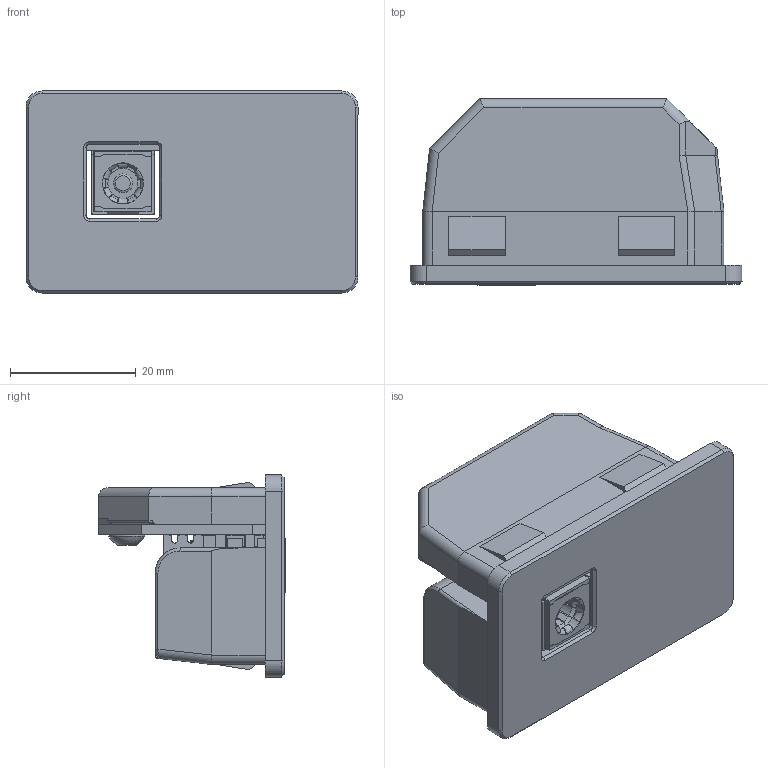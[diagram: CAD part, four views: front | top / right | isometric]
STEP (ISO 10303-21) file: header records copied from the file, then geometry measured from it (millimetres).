
FILE_DESCRIPTION(/* description */ (''),/* implementation_level */ '2;1');
FILE_NAME(/* name */ 'pre_cursed_dc_inlet.step',/* time_stamp */ '2024-07-10T16:49:34-07:00',/* author */ (''),/* organization */ (''),/* preprocessor_version */ 'ST-DEVELOPER v20',/* originating_system */ 'Autodesk Translation Framework v13.14.0.145',/* authorisation */ '');
FILE_SCHEMA (('AUTOMOTIVE_DESIGN { 1 0 10303 214 3 1 1 }'));
Length unit declared in the file: millimetre
Products named in the file (12): DC_inlet_PCB v3; InletPCB; _autosave-MallCopInlet PCB; PJ-082BH; COMPOUND (1); c-5055558-4-c-3d; c-5055558-4-c-3d_1; COMPOUND; Hardware; M3x6 BHCS; Heatset; Printed
Assembly tree (14 placements, depth 4):
  DC_inlet_PCB v3
    InletPCB
      _autosave-MallCopInlet PCB
      PJ-082BH
        COMPOUND (1)
      c-5055558-4-c-3d
        COMPOUND
      c-5055558-4-c-3d_1
        COMPOUND
    Hardware
      M3x6 BHCS  x2
      Heatset  x2
    Printed
Bounding box: 52.8 x 29.71 x 32.16 mm (x, y, z)
Volume: 19354.1 mm3; surface area: 15754.7 mm2
Topology: 24 solids, 24 shells, 1062 faces, 2857 edges, 1869 vertices
Faces by surface type: plane 558, cylinder 237, bspline 166, cone 71, torus 25, sphere 5
Full cylindrical faces by diameter (mm): 1 x20, 1.2 x2, 1.35 x1, 1.6 x1, 1.7 x1, 2.193 x1, 2.24 x4, 2.54 x2, 2.9 x2, 3 x4, 3.023 x2, 3.2 x2, 3.556 x2, 4.1 x2, 4.25 x4, 4.7 x2, 4.796 x1, 5.7 x2, 6.5 x3, 6.68 x2
Entity records: 30900 total; most frequent: CARTESIAN_POINT 10364, ORIENTED_EDGE 4334, DIRECTION 3998, EDGE_CURVE 2167, VERTEX_POINT 1415, LINE 1404, VECTOR 1404, AXIS2_PLACEMENT_3D 1297
